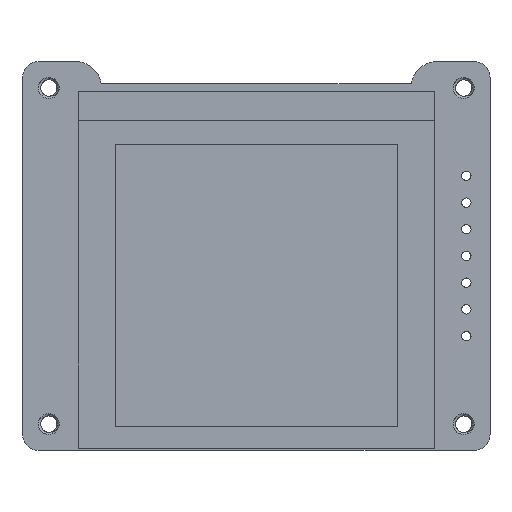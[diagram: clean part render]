
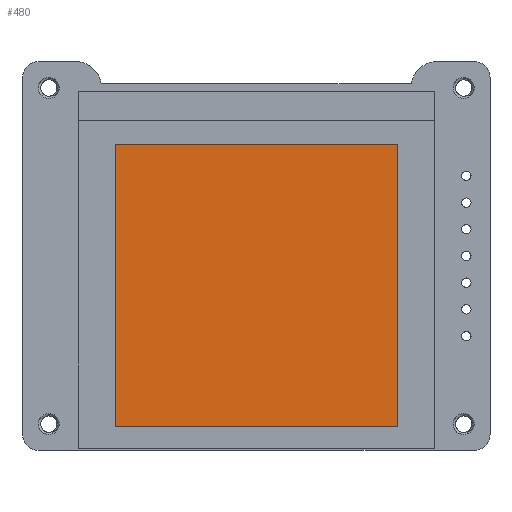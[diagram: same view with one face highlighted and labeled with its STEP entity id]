
A CAD part, top view. The second image highlights one B-rep face of the part: STEP entity #480.
In plain terms, the highlighted planar face has unit normal (0, 0, 1).
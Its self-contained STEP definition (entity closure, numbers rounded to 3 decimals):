
#205=DIRECTION('',(0.,-1.,0.));
#206=VECTOR('',#205,26.85);
#207=CARTESIAN_POINT('',(13.425,11.05,2.198));
#208=LINE('',#207,#206);
#212=DIRECTION('',(-1.,0.,0.));
#213=VECTOR('',#212,26.85);
#214=CARTESIAN_POINT('',(13.425,-15.8,2.198));
#215=LINE('',#214,#213);
#219=DIRECTION('',(0.,1.,0.));
#220=VECTOR('',#219,26.85);
#221=CARTESIAN_POINT('',(-13.425,-15.8,2.198));
#222=LINE('',#221,#220);
#226=DIRECTION('',(1.,0.,0.));
#227=VECTOR('',#226,26.85);
#228=CARTESIAN_POINT('',(-13.425,11.05,2.198));
#229=LINE('',#228,#227);
#257=CARTESIAN_POINT('',(13.425,-15.8,2.198));
#258=VERTEX_POINT('',#257);
#259=CARTESIAN_POINT('',(13.425,11.05,2.198));
#260=VERTEX_POINT('',#259);
#261=CARTESIAN_POINT('',(-13.425,-15.8,2.198));
#262=VERTEX_POINT('',#261);
#263=CARTESIAN_POINT('',(-13.425,11.05,2.198));
#264=VERTEX_POINT('',#263);
#469=CARTESIAN_POINT('',(0.,22.383,2.198));
#470=DIRECTION('',(0.,0.,1.));
#471=DIRECTION('',(-1.,0.,0.));
#472=AXIS2_PLACEMENT_3D('',#469,#470,#471);
#473=PLANE('',#472);
#474=ORIENTED_EDGE('',*,*,#421,.T.);
#475=ORIENTED_EDGE('',*,*,#436,.T.);
#476=ORIENTED_EDGE('',*,*,#450,.T.);
#477=ORIENTED_EDGE('',*,*,#463,.T.);
#478=EDGE_LOOP('',(#474,#475,#476,#477));
#479=FACE_OUTER_BOUND('',#478,.F.);
#480=ADVANCED_FACE('',(#479),#473,.T.);
#421=EDGE_CURVE('',#260,#258,#208,.T.);
#436=EDGE_CURVE('',#258,#262,#215,.T.);
#450=EDGE_CURVE('',#262,#264,#222,.T.);
#463=EDGE_CURVE('',#264,#260,#229,.T.);
